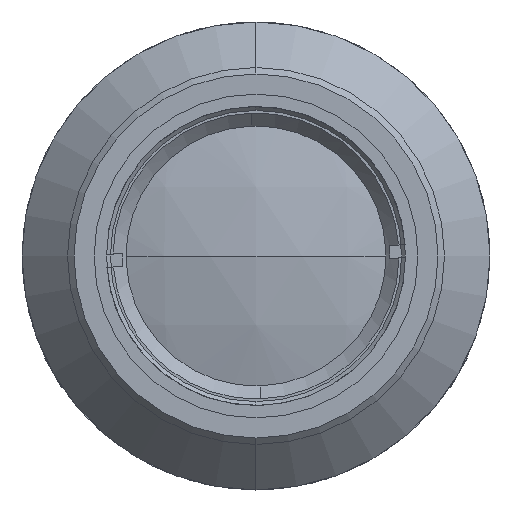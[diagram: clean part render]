
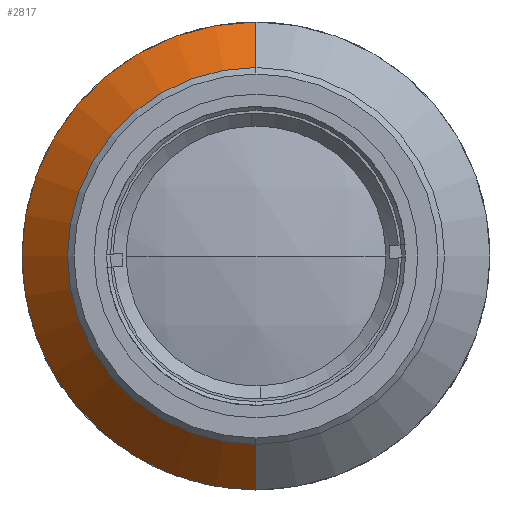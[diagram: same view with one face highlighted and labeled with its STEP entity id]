
A CAD part, left-side view. The second image highlights one B-rep face of the part: STEP entity #2817.
In plain terms, the highlighted conical face has half-angle 45 degrees and reference radius 18 mm.
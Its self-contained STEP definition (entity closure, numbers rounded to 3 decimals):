
#26 = CARTESIAN_POINT ( 'NONE',  ( 23.499, 0., 0. ) ) ;
#51 = VERTEX_POINT ( 'NONE', #2929 ) ;
#262 = CARTESIAN_POINT ( 'NONE',  ( 23.499, 0., 18. ) ) ;
#783 = VERTEX_POINT ( 'NONE', #926 ) ;
#860 = AXIS2_PLACEMENT_3D ( 'NONE', #26, #3103, #4654 ) ;
#926 = CARTESIAN_POINT ( 'NONE',  ( 23.499, 0., 18. ) ) ;
#943 = VERTEX_POINT ( 'NONE', #2061 ) ;
#1036 = CARTESIAN_POINT ( 'NONE',  ( 23.499, 0., -18. ) ) ;
#1352 = VECTOR ( 'NONE', #4900, 1000. ) ;
#1425 = LINE ( 'NONE', #1036, #4228 ) ;
#1431 = CIRCLE ( 'NONE', #860, 18. ) ;
#1437 = DIRECTION ( 'NONE',  ( 1., 0., 0. ) ) ;
#1549 = CONICAL_SURFACE ( 'NONE', #4515, 18., 0.785 ) ;
#2061 = CARTESIAN_POINT ( 'NONE',  ( 19.999, 0., -14.5 ) ) ;
#2120 = ORIENTED_EDGE ( 'NONE', *, *, #4815, .T. ) ;
#2185 = LINE ( 'NONE', #262, #1352 ) ;
#2315 = CARTESIAN_POINT ( 'NONE',  ( 19.999, 0., 0. ) ) ;
#2419 = AXIS2_PLACEMENT_3D ( 'NONE', #2315, #4694, #2780 ) ;
#2602 = DIRECTION ( 'NONE',  ( 0., 0., -1. ) ) ;
#2780 = DIRECTION ( 'NONE',  ( 0., 0., 1. ) ) ;
#2817 = ADVANCED_FACE ( 'NONE', ( #3397 ), #1549, .T. ) ;
#2929 = CARTESIAN_POINT ( 'NONE',  ( 23.499, 0., -18. ) ) ;
#2953 = EDGE_CURVE ( 'NONE', #3049, #943, #4271, .T. ) ;
#3049 = VERTEX_POINT ( 'NONE', #4839 ) ;
#3103 = DIRECTION ( 'NONE',  ( -1., 0., 0. ) ) ;
#3164 = EDGE_LOOP ( 'NONE', ( #4108, #4781, #2120, #3284 ) ) ;
#3284 = ORIENTED_EDGE ( 'NONE', *, *, #4389, .F. ) ;
#3397 = FACE_OUTER_BOUND ( 'NONE', #3164, .T. ) ;
#3728 = DIRECTION ( 'NONE',  ( 0.707, 0., -0.707 ) ) ;
#3767 = CARTESIAN_POINT ( 'NONE',  ( 23.499, 0., 0. ) ) ;
#4108 = ORIENTED_EDGE ( 'NONE', *, *, #2953, .F. ) ;
#4228 = VECTOR ( 'NONE', #3728, 1000. ) ;
#4271 = CIRCLE ( 'NONE', #2419, 14.5 ) ;
#4389 = EDGE_CURVE ( 'NONE', #943, #51, #1425, .T. ) ;
#4515 = AXIS2_PLACEMENT_3D ( 'NONE', #3767, #1437, #2602 ) ;
#4636 = EDGE_CURVE ( 'NONE', #3049, #783, #2185, .T. ) ;
#4654 = DIRECTION ( 'NONE',  ( 0., 0., 1. ) ) ;
#4694 = DIRECTION ( 'NONE',  ( -1., 0., 0. ) ) ;
#4781 = ORIENTED_EDGE ( 'NONE', *, *, #4636, .T. ) ;
#4815 = EDGE_CURVE ( 'NONE', #783, #51, #1431, .T. ) ;
#4839 = CARTESIAN_POINT ( 'NONE',  ( 19.999, 0., 14.5 ) ) ;
#4900 = DIRECTION ( 'NONE',  ( 0.707, 0., 0.707 ) ) ;
